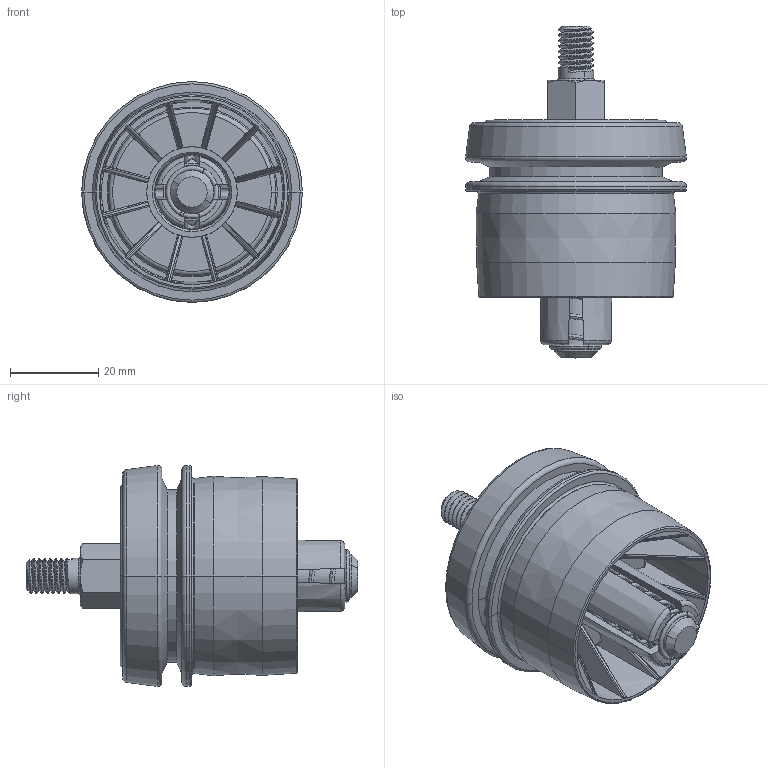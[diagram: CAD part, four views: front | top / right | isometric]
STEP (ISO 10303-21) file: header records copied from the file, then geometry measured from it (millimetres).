
FILE_DESCRIPTION (( 'STEP AP214' ), '1' );
FILE_NAME ('062CIG08K.0020.STEP', '2019-01-14T09:27:24', ( '' ), ( '' ), 'SwSTEP 2.0', 'SolidWorks 2017', '' );
FILE_SCHEMA (( 'AUTOMOTIVE_DESIGN' ));
Length unit declared in the file: millimetre
Products named in the file (6): 062CIG08K.0020R05_5972K325; 062CIG08K.0020R04; 062CIG08K.0020R03_062CIG08K.0020R03; 062CIG08K.0020R02; 062CIG08K.0020R01; 062CIG08K.0020
Assembly tree (5 placements, depth 2):
  062CIG08K.0020
    062CIG08K.0020R01
    062CIG08K.0020R02
    062CIG08K.0020R03_062CIG08K.0020R03
    062CIG08K.0020R04
    062CIG08K.0020R05_5972K325
Bounding box: 50 x 75.2 x 50 mm (x, y, z)
Volume: 38175.3 mm3; surface area: 37762 mm2
Topology: 20 solids, 20 shells, 488 faces, 1252 edges, 791 vertices
Faces by surface type: plane 140, cylinder 117, torus 107, cone 81, sphere 28, bspline 15
Entity records: 19977 total; most frequent: CARTESIAN_POINT 8435, ORIENTED_EDGE 2384, DIRECTION 2225, EDGE_CURVE 1192, AXIS2_PLACEMENT_3D 942, VERTEX_POINT 755, EDGE_LOOP 511, ADVANCED_FACE 488
